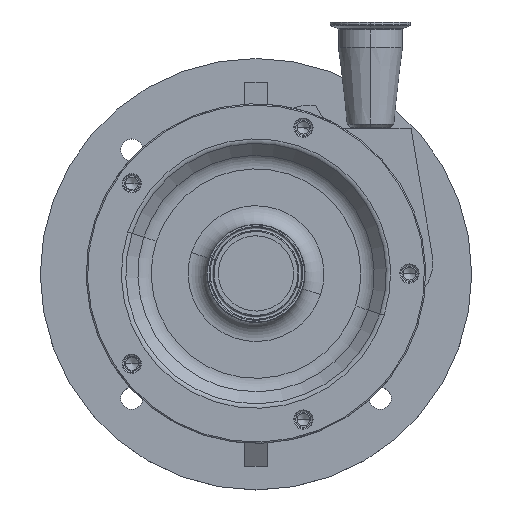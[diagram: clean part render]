
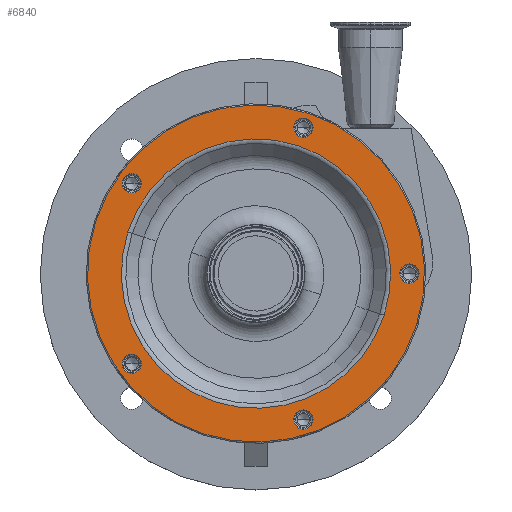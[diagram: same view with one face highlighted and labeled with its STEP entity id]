
A CAD part, top view. The second image highlights one B-rep face of the part: STEP entity #6840.
In plain terms, the highlighted planar face has unit normal (0, 0, 1).
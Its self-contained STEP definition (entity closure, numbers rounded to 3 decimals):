
#7 = CARTESIAN_POINT ( 'NONE',  ( 30.43, -113.667, 316. ) ) ;
#58 = EDGE_LOOP ( 'NONE', ( #6306, #3823 ) ) ;
#413 = CIRCLE ( 'NONE', #7759, 7.644 ) ;
#433 = AXIS2_PLACEMENT_3D ( 'NONE', #2338, #1547, #1407 ) ;
#438 = AXIS2_PLACEMENT_3D ( 'NONE', #2504, #4099, #7780 ) ;
#534 = CARTESIAN_POINT ( 'NONE',  ( -127.442, 41.408, 316. ) ) ;
#568 = CARTESIAN_POINT ( 'NONE',  ( 114.73, 2.362, 316. ) ) ;
#586 = VERTEX_POINT ( 'NONE', #6808 ) ;
#588 = ORIENTED_EDGE ( 'NONE', *, *, #1150, .T. ) ;
#595 = VERTEX_POINT ( 'NONE', #7639 ) ;
#644 = FACE_BOUND ( 'NONE', #4734, .T. ) ;
#661 = ORIENTED_EDGE ( 'NONE', *, *, #4796, .T. ) ;
#680 = EDGE_LOOP ( 'NONE', ( #8220, #2192 ) ) ;
#691 = FACE_BOUND ( 'NONE', #7505, .T. ) ;
#697 = AXIS2_PLACEMENT_3D ( 'NONE', #2643, #2781, #5134 ) ;
#747 = VERTEX_POINT ( 'NONE', #9262 ) ;
#810 = AXIS2_PLACEMENT_3D ( 'NONE', #9506, #3574, #2810 ) ;
#821 = VERTEX_POINT ( 'NONE', #9401 ) ;
#885 = ORIENTED_EDGE ( 'NONE', *, *, #9104, .T. ) ;
#1012 = VERTEX_POINT ( 'NONE', #8164 ) ;
#1030 = CARTESIAN_POINT ( 'NONE',  ( 127.442, -41.408, 316. ) ) ;
#1130 = EDGE_CURVE ( 'NONE', #586, #7129, #4770, .T. ) ;
#1150 = EDGE_CURVE ( 'NONE', #3015, #821, #6622, .T. ) ;
#1270 = CARTESIAN_POINT ( 'NONE',  ( 101.831, -33.087, 316. ) ) ;
#1275 = ORIENTED_EDGE ( 'NONE', *, *, #8540, .F. ) ;
#1284 = FACE_BOUND ( 'NONE', #3291, .T. ) ;
#1384 = CIRCLE ( 'NONE', #8732, 7.644 ) ;
#1407 = DIRECTION ( 'NONE',  ( -0.951, 0.309, 0. ) ) ;
#1432 = FACE_OUTER_BOUND ( 'NONE', #4367, .T. ) ;
#1448 = DIRECTION ( 'NONE',  ( 0., 0., -1. ) ) ;
#1547 = DIRECTION ( 'NONE',  ( 0., 0., -1. ) ) ;
#1747 = DIRECTION ( 'NONE',  ( 0., 0., -1. ) ) ;
#1841 = AXIS2_PLACEMENT_3D ( 'NONE', #5278, #2925, #8259 ) ;
#2046 = EDGE_CURVE ( 'NONE', #5974, #8135, #413, .T. ) ;
#2128 = DIRECTION ( 'NONE',  ( -0.951, 0.309, 0. ) ) ;
#2192 = ORIENTED_EDGE ( 'NONE', *, *, #4381, .T. ) ;
#2338 = CARTESIAN_POINT ( 'NONE',  ( 122., 0., 316. ) ) ;
#2379 = AXIS2_PLACEMENT_3D ( 'NONE', #8088, #6464, #7342 ) ;
#2437 = ORIENTED_EDGE ( 'NONE', *, *, #3012, .T. ) ;
#2504 = CARTESIAN_POINT ( 'NONE',  ( 0., 0., 316. ) ) ;
#2600 = DIRECTION ( 'NONE',  ( -0.951, 0.309, 0. ) ) ;
#2643 = CARTESIAN_POINT ( 'NONE',  ( 37.7, 116.029, 316. ) ) ;
#2736 = AXIS2_PLACEMENT_3D ( 'NONE', #7072, #9294, #6979 ) ;
#2781 = DIRECTION ( 'NONE',  ( 0., 0., -1. ) ) ;
#2810 = DIRECTION ( 'NONE',  ( -0.951, 0.309, 0. ) ) ;
#2925 = DIRECTION ( 'NONE',  ( 0., 0., -1. ) ) ;
#2932 = AXIS2_PLACEMENT_3D ( 'NONE', #9469, #3445, #8605 ) ;
#3001 = ORIENTED_EDGE ( 'NONE', *, *, #4679, .F. ) ;
#3003 = EDGE_CURVE ( 'NONE', #1012, #3183, #6660, .T. ) ;
#3012 = EDGE_CURVE ( 'NONE', #4113, #747, #9035, .T. ) ;
#3015 = VERTEX_POINT ( 'NONE', #8207 ) ;
#3086 = CIRCLE ( 'NONE', #5889, 7.644 ) ;
#3096 = CIRCLE ( 'NONE', #7945, 7.644 ) ;
#3183 = VERTEX_POINT ( 'NONE', #9141 ) ;
#3263 = AXIS2_PLACEMENT_3D ( 'NONE', #6733, #4840, #7813 ) ;
#3291 = EDGE_LOOP ( 'NONE', ( #588, #885 ) ) ;
#3319 = EDGE_CURVE ( 'NONE', #6138, #595, #7616, .T. ) ;
#3369 = ORIENTED_EDGE ( 'NONE', *, *, #1130, .T. ) ;
#3426 = ORIENTED_EDGE ( 'NONE', *, *, #3003, .T. ) ;
#3445 = DIRECTION ( 'NONE',  ( 0., 0., -1. ) ) ;
#3501 = EDGE_LOOP ( 'NONE', ( #5156, #2437 ) ) ;
#3574 = DIRECTION ( 'NONE',  ( 0., 0., -1. ) ) ;
#3823 = ORIENTED_EDGE ( 'NONE', *, *, #3319, .T. ) ;
#4099 = DIRECTION ( 'NONE',  ( 0., 0., -1. ) ) ;
#4113 = VERTEX_POINT ( 'NONE', #568 ) ;
#4144 = EDGE_CURVE ( 'NONE', #747, #4113, #3086, .T. ) ;
#4221 = ORIENTED_EDGE ( 'NONE', *, *, #6880, .T. ) ;
#4367 = EDGE_LOOP ( 'NONE', ( #1275, #3001 ) ) ;
#4381 = EDGE_CURVE ( 'NONE', #8135, #5974, #3096, .T. ) ;
#4432 = DIRECTION ( 'NONE',  ( -0.951, 0.309, 0. ) ) ;
#4627 = CARTESIAN_POINT ( 'NONE',  ( 37.7, 116.029, 316. ) ) ;
#4678 = VERTEX_POINT ( 'NONE', #1030 ) ;
#4679 = EDGE_CURVE ( 'NONE', #4678, #7174, #8254, .T. ) ;
#4734 = EDGE_LOOP ( 'NONE', ( #661, #3426 ) ) ;
#4770 = CIRCLE ( 'NONE', #2736, 7.644 ) ;
#4796 = EDGE_CURVE ( 'NONE', #3183, #1012, #1384, .T. ) ;
#4798 = DIRECTION ( 'NONE',  ( 0., 0., -1. ) ) ;
#4840 = DIRECTION ( 'NONE',  ( 0., 0., -1. ) ) ;
#5010 = FACE_BOUND ( 'NONE', #3501, .T. ) ;
#5073 = CARTESIAN_POINT ( 'NONE',  ( -98.7, -71.71, 316. ) ) ;
#5108 = FACE_BOUND ( 'NONE', #680, .T. ) ;
#5134 = DIRECTION ( 'NONE',  ( -0.951, 0.309, 0. ) ) ;
#5156 = ORIENTED_EDGE ( 'NONE', *, *, #4144, .T. ) ;
#5180 = CARTESIAN_POINT ( 'NONE',  ( 37.7, -116.029, 316. ) ) ;
#5278 = CARTESIAN_POINT ( 'NONE',  ( -98.7, -71.71, 316. ) ) ;
#5281 = CIRCLE ( 'NONE', #5894, 107.071 ) ;
#5597 = CIRCLE ( 'NONE', #438, 134. ) ;
#5783 = FACE_BOUND ( 'NONE', #58, .T. ) ;
#5800 = CARTESIAN_POINT ( 'NONE',  ( 122., 0., 316. ) ) ;
#5836 = DIRECTION ( 'NONE',  ( 0., 0., -1. ) ) ;
#5889 = AXIS2_PLACEMENT_3D ( 'NONE', #5800, #8791, #6183 ) ;
#5894 = AXIS2_PLACEMENT_3D ( 'NONE', #9211, #4798, #2600 ) ;
#5974 = VERTEX_POINT ( 'NONE', #7412 ) ;
#6027 = AXIS2_PLACEMENT_3D ( 'NONE', #4627, #1747, #9284 ) ;
#6138 = VERTEX_POINT ( 'NONE', #1270 ) ;
#6183 = DIRECTION ( 'NONE',  ( -0.951, 0.309, 0. ) ) ;
#6306 = ORIENTED_EDGE ( 'NONE', *, *, #8538, .T. ) ;
#6464 = DIRECTION ( 'NONE',  ( 0., 0., -1. ) ) ;
#6474 = DIRECTION ( 'NONE',  ( -0.951, 0.309, 0. ) ) ;
#6612 = CARTESIAN_POINT ( 'NONE',  ( 37.7, -116.029, 316. ) ) ;
#6622 = CIRCLE ( 'NONE', #697, 7.644 ) ;
#6660 = CIRCLE ( 'NONE', #1841, 7.644 ) ;
#6733 = CARTESIAN_POINT ( 'NONE',  ( 0., 0., 316. ) ) ;
#6808 = CARTESIAN_POINT ( 'NONE',  ( -91.43, 69.348, 316. ) ) ;
#6840 = ADVANCED_FACE ( 'NONE', ( #5010, #5108, #644, #691, #1284, #1432, #5783 ), #7947, .F. ) ;
#6880 = EDGE_CURVE ( 'NONE', #7129, #586, #7688, .T. ) ;
#6979 = DIRECTION ( 'NONE',  ( -0.951, 0.309, 0. ) ) ;
#7072 = CARTESIAN_POINT ( 'NONE',  ( -98.7, 71.71, 316. ) ) ;
#7129 = VERTEX_POINT ( 'NONE', #7692 ) ;
#7174 = VERTEX_POINT ( 'NONE', #534 ) ;
#7342 = DIRECTION ( 'NONE',  ( -0.951, 0.309, 0. ) ) ;
#7412 = CARTESIAN_POINT ( 'NONE',  ( 44.97, -118.391, 316. ) ) ;
#7505 = EDGE_LOOP ( 'NONE', ( #3369, #4221 ) ) ;
#7616 = CIRCLE ( 'NONE', #2932, 107.071 ) ;
#7639 = CARTESIAN_POINT ( 'NONE',  ( -101.831, 33.087, 316. ) ) ;
#7688 = CIRCLE ( 'NONE', #810, 7.644 ) ;
#7692 = CARTESIAN_POINT ( 'NONE',  ( -105.97, 74.072, 316. ) ) ;
#7759 = AXIS2_PLACEMENT_3D ( 'NONE', #5180, #1448, #4432 ) ;
#7780 = DIRECTION ( 'NONE',  ( -0.951, 0.309, 0. ) ) ;
#7813 = DIRECTION ( 'NONE',  ( -0.951, 0.309, 0. ) ) ;
#7945 = AXIS2_PLACEMENT_3D ( 'NONE', #6612, #5836, #6474 ) ;
#7947 = PLANE ( 'NONE',  #2379 ) ;
#8048 = DIRECTION ( 'NONE',  ( 0., 0., -1. ) ) ;
#8088 = CARTESIAN_POINT ( 'NONE',  ( 41.408, 127.442, 316. ) ) ;
#8135 = VERTEX_POINT ( 'NONE', #7 ) ;
#8164 = CARTESIAN_POINT ( 'NONE',  ( -105.97, -69.348, 316. ) ) ;
#8207 = CARTESIAN_POINT ( 'NONE',  ( 44.97, 113.667, 316. ) ) ;
#8220 = ORIENTED_EDGE ( 'NONE', *, *, #2046, .T. ) ;
#8254 = CIRCLE ( 'NONE', #3263, 134. ) ;
#8259 = DIRECTION ( 'NONE',  ( -0.951, 0.309, 0. ) ) ;
#8538 = EDGE_CURVE ( 'NONE', #595, #6138, #5281, .T. ) ;
#8540 = EDGE_CURVE ( 'NONE', #7174, #4678, #5597, .T. ) ;
#8605 = DIRECTION ( 'NONE',  ( -0.951, 0.309, 0. ) ) ;
#8700 = CIRCLE ( 'NONE', #6027, 7.644 ) ;
#8732 = AXIS2_PLACEMENT_3D ( 'NONE', #5073, #8048, #2128 ) ;
#8791 = DIRECTION ( 'NONE',  ( 0., 0., -1. ) ) ;
#9035 = CIRCLE ( 'NONE', #433, 7.644 ) ;
#9104 = EDGE_CURVE ( 'NONE', #821, #3015, #8700, .T. ) ;
#9141 = CARTESIAN_POINT ( 'NONE',  ( -91.43, -74.072, 316. ) ) ;
#9211 = CARTESIAN_POINT ( 'NONE',  ( 0., 0., 316. ) ) ;
#9262 = CARTESIAN_POINT ( 'NONE',  ( 129.27, -2.362, 316. ) ) ;
#9284 = DIRECTION ( 'NONE',  ( -0.951, 0.309, 0. ) ) ;
#9294 = DIRECTION ( 'NONE',  ( 0., 0., -1. ) ) ;
#9401 = CARTESIAN_POINT ( 'NONE',  ( 30.43, 118.391, 316. ) ) ;
#9469 = CARTESIAN_POINT ( 'NONE',  ( 0., 0., 316. ) ) ;
#9506 = CARTESIAN_POINT ( 'NONE',  ( -98.7, 71.71, 316. ) ) ;
